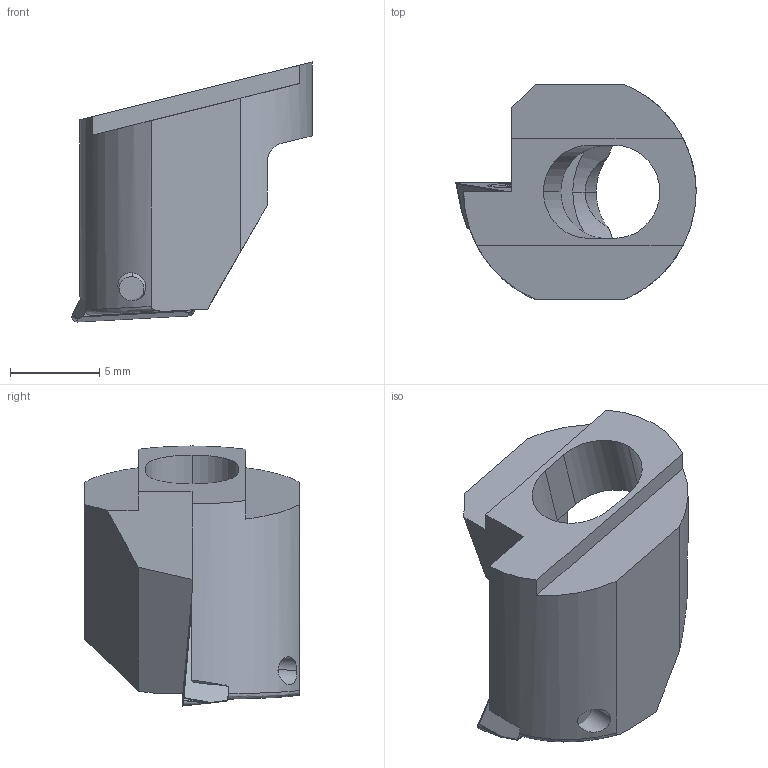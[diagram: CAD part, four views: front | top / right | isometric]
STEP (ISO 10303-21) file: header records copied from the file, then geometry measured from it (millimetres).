
FILE_DESCRIPTION(('no description'),'unknown implementation level');
FILE_NAME('F639A313-9735-4890-95AC-269EE75A26A3_export.stp',' ',('CIMSOURCE GmbH'),('CADClick - KiM GmbH - www.kimweb.de'),'unknown preprocess','ACIS','unknown authorization');
FILE_SCHEMA(('automotive_design'));
Length unit declared in the file: millimetre
Products named in the file (5): 615.367 Kaiser E14_17 TP07|694.103 Kaiser ETL M2x4.8 T6 IP 10S;Kreismuster1; 615.367 Kaiser E14_17 TP07|651.735 Kaiser TPGT 070203 K10C;Kombinieren1; 615.367 Kaiser E14_17 TP07|615.367 Kaiser E14_17 TP07-2;Fase1; 615.367 Kaiser E14_17 TP07|615.367 Kaiser E14_17 TP07-1;<N017.30 (TP 0702) PLS links Freistellung links>-<<0640.020>-<Schnitt-Linear austragen1>>; 615.367 Kaiser E14_17 TP07|615.367 Kaiser E14_17 TP07;<N017.30 (TP 0702) PLS links Freistellung links>-<<651.632>-<Kombinieren1>>
Bounding box: 13.44 x 12 x 14.54 mm (x, y, z)
Volume: 734.9 mm3; surface area: 1120.8 mm2
Topology: 5 solids, 5 shells, 151 faces, 389 edges, 234 vertices
Faces by surface type: plane 52, cylinder 49, cone 39, torus 10, bspline 1
Entity records: 9712 total; most frequent: CARTESIAN_POINT 1623, DIRECTION 840, STYLED_ITEM 764, PRESENTATION_STYLE_ASSIGNMENT 764, COLOUR_RGB 764, ORIENTED_EDGE 748, EDGE_CURVE 374, CURVE_STYLE 374
